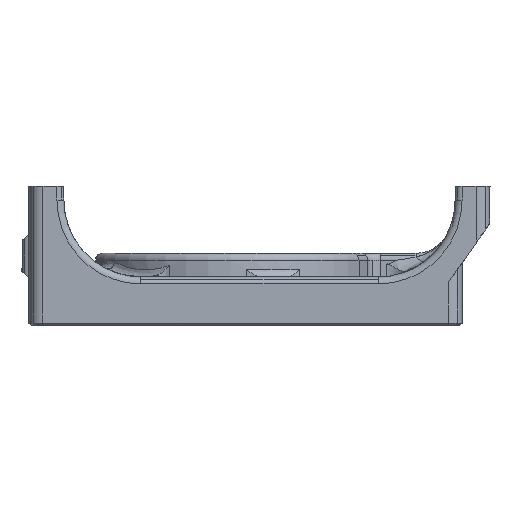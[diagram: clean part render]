
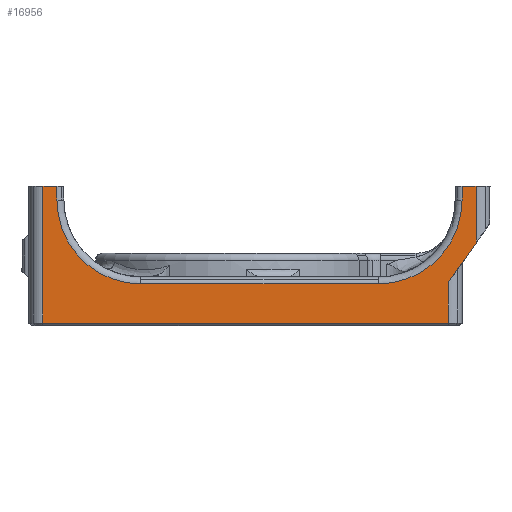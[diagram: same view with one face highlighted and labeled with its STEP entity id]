
A CAD part, left-side view. The second image highlights one B-rep face of the part: STEP entity #16956.
In plain terms, the highlighted planar face has unit normal (-1, 0, 0).
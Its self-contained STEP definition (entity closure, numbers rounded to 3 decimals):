
#223 = EDGE_CURVE ( 'NONE', #12398, #6805, #10376, .T. ) ;
#464 = DIRECTION ( 'NONE',  ( 0., 0., -1. ) ) ;
#484 = CARTESIAN_POINT ( 'NONE',  ( 0., 50., 18. ) ) ;
#563 = CARTESIAN_POINT ( 'NONE',  ( 0., 9.615, 0.982 ) ) ;
#910 = EDGE_CURVE ( 'NONE', #14314, #17674, #16479, .T. ) ;
#1073 = VERTEX_POINT ( 'NONE', #2967 ) ;
#1181 = DIRECTION ( 'NONE',  ( 1., 0., 0. ) ) ;
#1316 = VECTOR ( 'NONE', #15228, 1000. ) ;
#1780 = DIRECTION ( 'NONE',  ( 0., 0.574, -0.819 ) ) ;
#1866 = VECTOR ( 'NONE', #464, 1000. ) ;
#1910 = DIRECTION ( 'NONE',  ( 0., 0., 1. ) ) ;
#1922 = CARTESIAN_POINT ( 'NONE',  ( 0., 6., 6.144 ) ) ;
#1927 = VECTOR ( 'NONE', #15204, 1000. ) ;
#1932 = VERTEX_POINT ( 'NONE', #3347 ) ;
#2007 = VECTOR ( 'NONE', #1780, 1000. ) ;
#2554 = VECTOR ( 'NONE', #12678, 1000. ) ;
#2718 = DIRECTION ( 'NONE',  ( -1., 0., 0. ) ) ;
#2789 = LINE ( 'NONE', #5650, #9946 ) ;
#2808 = CARTESIAN_POINT ( 'NONE',  ( 0., 2., 11.856 ) ) ;
#2816 = FACE_OUTER_BOUND ( 'NONE', #4282, .T. ) ;
#2967 = CARTESIAN_POINT ( 'NONE',  ( 0., 4., 20. ) ) ;
#2999 = CARTESIAN_POINT ( 'NONE',  ( 0., 62., 20. ) ) ;
#3109 = CARTESIAN_POINT ( 'NONE',  ( 0., 6., 0.4 ) ) ;
#3347 = CARTESIAN_POINT ( 'NONE',  ( 0., 4., 18. ) ) ;
#3608 = VECTOR ( 'NONE', #15074, 1000. ) ;
#4153 = CARTESIAN_POINT ( 'NONE',  ( 0., 62., 21.5 ) ) ;
#4214 = EDGE_CURVE ( 'NONE', #1073, #1932, #17120, .T. ) ;
#4282 = EDGE_LOOP ( 'NONE', ( #10873, #15793, #4931, #7206, #5502, #7534, #17576, #15464, #12365, #8224, #7099, #7606 ) ) ;
#4690 = VECTOR ( 'NONE', #6865, 1000. ) ;
#4931 = ORIENTED_EDGE ( 'NONE', *, *, #17407, .F. ) ;
#5114 = EDGE_CURVE ( 'NONE', #12902, #13308, #6629, .T. ) ;
#5502 = ORIENTED_EDGE ( 'NONE', *, *, #17199, .F. ) ;
#5650 = CARTESIAN_POINT ( 'NONE',  ( 0., 58., 6. ) ) ;
#5840 = DIRECTION ( 'NONE',  ( 0., 0., -1. ) ) ;
#6125 = CARTESIAN_POINT ( 'NONE',  ( 0., 64., 20. ) ) ;
#6629 = CIRCLE ( 'NONE', #8418, 12. ) ;
#6805 = VERTEX_POINT ( 'NONE', #1922 ) ;
#6865 = DIRECTION ( 'NONE',  ( 0., -1., 0. ) ) ;
#7099 = ORIENTED_EDGE ( 'NONE', *, *, #11242, .F. ) ;
#7108 = DIRECTION ( 'NONE',  ( 0., -0.707, -0.707 ) ) ;
#7206 = ORIENTED_EDGE ( 'NONE', *, *, #910, .T. ) ;
#7344 = PLANE ( 'NONE',  #16582 ) ;
#7461 = CIRCLE ( 'NONE', #17291, 12. ) ;
#7534 = ORIENTED_EDGE ( 'NONE', *, *, #4214, .T. ) ;
#7606 = ORIENTED_EDGE ( 'NONE', *, *, #8735, .T. ) ;
#7667 = CARTESIAN_POINT ( 'NONE',  ( 0., 6., 14.5 ) ) ;
#7704 = LINE ( 'NONE', #6125, #1866 ) ;
#7712 = EDGE_CURVE ( 'NONE', #1932, #11179, #7461, .T. ) ;
#7713 = LINE ( 'NONE', #563, #2007 ) ;
#7982 = CARTESIAN_POINT ( 'NONE',  ( 0., 64., 0.4 ) ) ;
#8183 = CARTESIAN_POINT ( 'NONE',  ( 0., 4., 20. ) ) ;
#8219 = CARTESIAN_POINT ( 'NONE',  ( 0., 16., 6. ) ) ;
#8224 = ORIENTED_EDGE ( 'NONE', *, *, #15030, .T. ) ;
#8240 = LINE ( 'NONE', #4153, #1316 ) ;
#8418 = AXIS2_PLACEMENT_3D ( 'NONE', #484, #10351, #17526 ) ;
#8735 = EDGE_CURVE ( 'NONE', #16661, #17938, #7704, .T. ) ;
#9494 = LINE ( 'NONE', #8183, #4690 ) ;
#9946 = VECTOR ( 'NONE', #18233, 1000. ) ;
#10351 = DIRECTION ( 'NONE',  ( 1., 0., 0. ) ) ;
#10361 = CARTESIAN_POINT ( 'NONE',  ( 0., 62., 18. ) ) ;
#10376 = LINE ( 'NONE', #7667, #14919 ) ;
#10468 = VECTOR ( 'NONE', #5840, 1000. ) ;
#10873 = ORIENTED_EDGE ( 'NONE', *, *, #11047, .T. ) ;
#11047 = EDGE_CURVE ( 'NONE', #17938, #12398, #13625, .T. ) ;
#11179 = VERTEX_POINT ( 'NONE', #8219 ) ;
#11242 = EDGE_CURVE ( 'NONE', #16661, #13636, #11387, .T. ) ;
#11387 = LINE ( 'NONE', #16701, #2554 ) ;
#11837 = CARTESIAN_POINT ( 'NONE',  ( 0., 64., 20. ) ) ;
#12365 = ORIENTED_EDGE ( 'NONE', *, *, #5114, .T. ) ;
#12398 = VERTEX_POINT ( 'NONE', #3109 ) ;
#12678 = DIRECTION ( 'NONE',  ( 0., -1., 0. ) ) ;
#12902 = VERTEX_POINT ( 'NONE', #13583 ) ;
#13036 = CARTESIAN_POINT ( 'NONE',  ( 0., 66., 20. ) ) ;
#13308 = VERTEX_POINT ( 'NONE', #10361 ) ;
#13583 = CARTESIAN_POINT ( 'NONE',  ( 0., 50., 6. ) ) ;
#13625 = LINE ( 'NONE', #17906, #1927 ) ;
#13636 = VERTEX_POINT ( 'NONE', #2999 ) ;
#13771 = CARTESIAN_POINT ( 'NONE',  ( 0., 2., 20. ) ) ;
#14213 = CARTESIAN_POINT ( 'NONE',  ( 0., 16., 18. ) ) ;
#14314 = VERTEX_POINT ( 'NONE', #2808 ) ;
#14919 = VECTOR ( 'NONE', #1910, 1000. ) ;
#15030 = EDGE_CURVE ( 'NONE', #13308, #13636, #8240, .T. ) ;
#15074 = DIRECTION ( 'NONE',  ( 0., 0., 1. ) ) ;
#15204 = DIRECTION ( 'NONE',  ( 0., -1., 0. ) ) ;
#15228 = DIRECTION ( 'NONE',  ( 0., 0., 1. ) ) ;
#15464 = ORIENTED_EDGE ( 'NONE', *, *, #15724, .T. ) ;
#15654 = DIRECTION ( 'NONE',  ( 0., 0., -1. ) ) ;
#15724 = EDGE_CURVE ( 'NONE', #11179, #12902, #2789, .T. ) ;
#15793 = ORIENTED_EDGE ( 'NONE', *, *, #223, .T. ) ;
#15824 = CARTESIAN_POINT ( 'NONE',  ( 0., 2., 20. ) ) ;
#16479 = LINE ( 'NONE', #13771, #3608 ) ;
#16582 = AXIS2_PLACEMENT_3D ( 'NONE', #13036, #2718, #15654 ) ;
#16661 = VERTEX_POINT ( 'NONE', #11837 ) ;
#16701 = CARTESIAN_POINT ( 'NONE',  ( 0., 68., 20. ) ) ;
#16956 = ADVANCED_FACE ( 'NONE', ( #2816 ), #7344, .T. ) ;
#17120 = LINE ( 'NONE', #17213, #10468 ) ;
#17199 = EDGE_CURVE ( 'NONE', #1073, #17674, #9494, .T. ) ;
#17213 = CARTESIAN_POINT ( 'NONE',  ( 0., 4., 20. ) ) ;
#17291 = AXIS2_PLACEMENT_3D ( 'NONE', #14213, #1181, #7108 ) ;
#17407 = EDGE_CURVE ( 'NONE', #14314, #6805, #7713, .T. ) ;
#17526 = DIRECTION ( 'NONE',  ( 0., 0.707, -0.707 ) ) ;
#17576 = ORIENTED_EDGE ( 'NONE', *, *, #7712, .T. ) ;
#17674 = VERTEX_POINT ( 'NONE', #15824 ) ;
#17906 = CARTESIAN_POINT ( 'NONE',  ( 0., 49.5, 0.4 ) ) ;
#17938 = VERTEX_POINT ( 'NONE', #7982 ) ;
#18233 = DIRECTION ( 'NONE',  ( 0., 1., 0. ) ) ;
